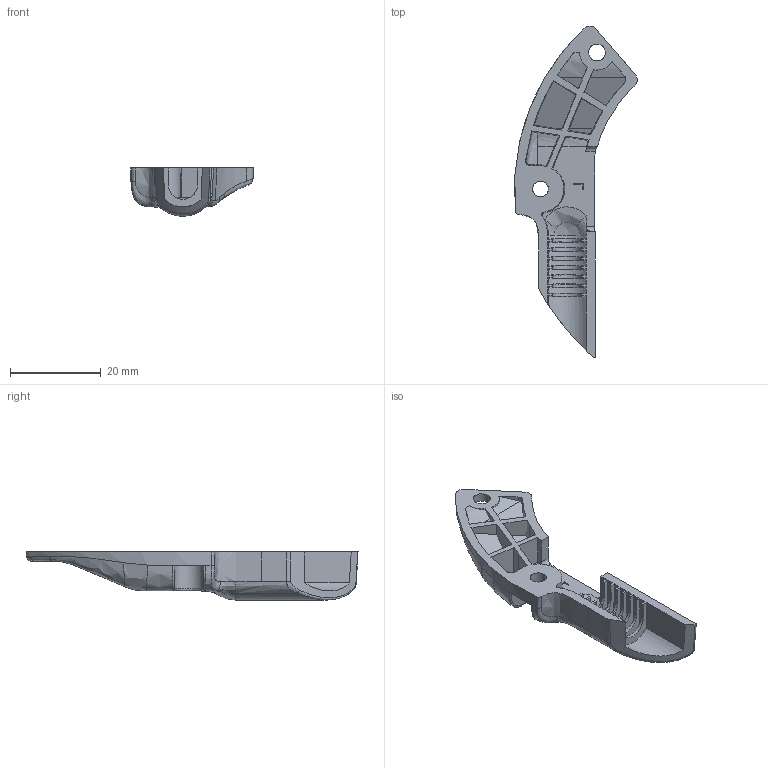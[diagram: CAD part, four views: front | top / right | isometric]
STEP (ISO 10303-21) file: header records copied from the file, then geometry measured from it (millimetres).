
FILE_DESCRIPTION (( 'STEP AP214' ), '1' );
FILE_NAME ('大小腿关节压线盖R带拔模.STEP', '2021-09-25T10:43:19', ( 'o' ), ( '' ), 'SwSTEP 2.0', 'SolidWorks 2019', '' );
FILE_SCHEMA (( 'AUTOMOTIVE_DESIGN' ));
Length unit declared in the file: millimetre
Products named in the file (1): 大小腿关节压线盖R带拔模
Bounding box: 26.98 x 73.11 x 10.6 mm (x, y, z)
Volume: 3656.9 mm3; surface area: 4279.7 mm2
Topology: 1 solids, 1 shells, 189 faces, 529 edges, 347 vertices
Faces by surface type: bspline 93, plane 81, cylinder 15
Entity records: 14585 total; most frequent: CARTESIAN_POINT 10826, ORIENTED_EDGE 1058, EDGE_CURVE 529, B_SPLINE_CURVE_WITH_KNOTS 382, VERTEX_POINT 347, DIRECTION 312, EDGE_LOOP 198, FACE_OUTER_BOUND 189
